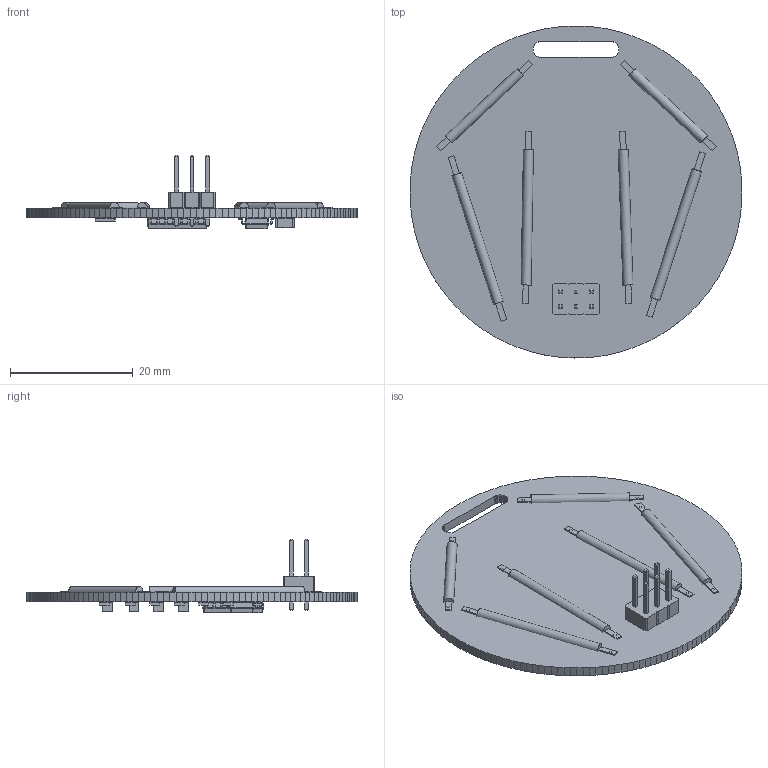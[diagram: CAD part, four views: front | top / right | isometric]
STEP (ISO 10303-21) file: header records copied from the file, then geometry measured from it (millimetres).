
FILE_DESCRIPTION(('KiCad electronic assembly'),'2;1');
FILE_NAME('MAGFest2023SolderingClass.step','2023-12-15T18:25:04',( 'Pcbnew'),('Kicad'),'Open CASCADE STEP processor 7.6', 'KiCad to STEP converter','Unknown');
FILE_SCHEMA(('AUTOMOTIVE_DESIGN { 1 0 10303 214 1 1 1 1 }'));
Length unit declared in the file: millimetre
Products named in the file (14): MAGFest2023SolderingClass 1; 28mm led; SOLID; 20.5mm led; PinHeader_2x03_P2.54mm_Vertical; C_1206_3216Metric; R_1206_3216Metric; SOIC-16_3.9x9.9mm_P1.27mm; PCB
Assembly tree (26 placements, depth 3):
  MAGFest2023SolderingClass 1
    28mm led  x4
      SOLID
    20.5mm led  x2
      SOLID
    PinHeader_2x03_P2.54mm_Vertical
      SOLID
    C_1206_3216Metric  x4
      SOLID
    R_1206_3216Metric  x6
      SOLID
    SOIC-16_3.9x9.9mm_P1.27mm  x2
      SOLID
    PCB
Bounding box: 53.99 x 54 x 11.97 mm (x, y, z)
Volume: 4100.9 mm3; surface area: 6360.1 mm2
Topology: 20 solids, 20 shells, 1249 faces, 3277 edges, 2102 vertices
Faces by surface type: plane 919, cylinder 250, bspline 80
Full cylindrical faces by diameter (mm): 0.5 x12, 0.6 x2, 1 x6, 1.637 x6
Entity records: 50002 total; most frequent: CARTESIAN_POINT 8598, DIRECTION 7000, LINE 5102, VECTOR 5102, ORIENTED_EDGE 3764, PCURVE 3764, DEFINITIONAL_REPRESENTATION 3764, EDGE_CURVE 1882
